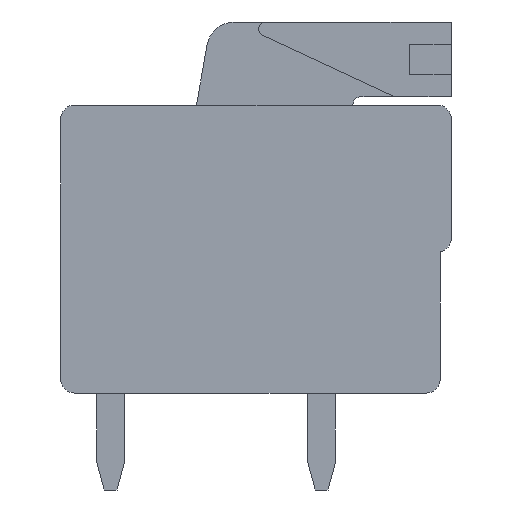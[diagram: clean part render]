
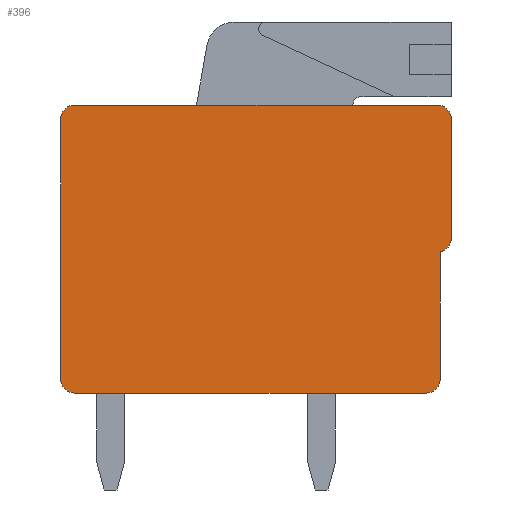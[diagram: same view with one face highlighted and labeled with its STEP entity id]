
A CAD part, left-side view. The second image highlights one B-rep face of the part: STEP entity #396.
In plain terms, the highlighted planar face has unit normal (-1, 0, 0).
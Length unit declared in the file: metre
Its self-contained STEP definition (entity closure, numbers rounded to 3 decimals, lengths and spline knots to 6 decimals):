
#396 = ADVANCED_FACE( 'NONE', ( #966 ), #967, .F. );
#966 = FACE_OUTER_BOUND( '', #1741, .T. );
#967 = PLANE( '', #1742 );
#1741 = EDGE_LOOP( '', ( #2719, #2720, #2721, #2722, #2723, #2724, #2725, #2726, #2727, #2728 ) );
#1742 = AXIS2_PLACEMENT_3D( '', #2729, #2730, #2731 );
#2719 = ORIENTED_EDGE( '', *, *, #4690, .T. );
#2720 = ORIENTED_EDGE( '', *, *, #4687, .T. );
#2721 = ORIENTED_EDGE( '', *, *, #4691, .F. );
#2722 = ORIENTED_EDGE( '', *, *, #4692, .T. );
#2723 = ORIENTED_EDGE( '', *, *, #4693, .F. );
#2724 = ORIENTED_EDGE( '', *, *, #4694, .T. );
#2725 = ORIENTED_EDGE( '', *, *, #4695, .F. );
#2726 = ORIENTED_EDGE( '', *, *, #4696, .T. );
#2727 = ORIENTED_EDGE( '', *, *, #4697, .T. );
#2728 = ORIENTED_EDGE( '', *, *, #4621, .T. );
#2729 = CARTESIAN_POINT( '', ( 0., -0.0141, 0. ) );
#2730 = DIRECTION( '', ( 1., 0., 0. ) );
#2731 = DIRECTION( '', ( 0., 0., 1. ) );
#4621 = EDGE_CURVE( 'NONE', #5586, #5584, #5587, .T. );
#4687 = EDGE_CURVE( 'NONE', #5699, #5697, #5700, .T. );
#4690 = EDGE_CURVE( 'NONE', #5584, #5699, #5703, .T. );
#4691 = EDGE_CURVE( 'NONE', #5704, #5697, #5705, .T. );
#4692 = EDGE_CURVE( 'NONE', #5704, #5706, #5707, .T. );
#4693 = EDGE_CURVE( 'NONE', #5708, #5706, #5709, .T. );
#4694 = EDGE_CURVE( 'NONE', #5708, #5710, #5711, .T. );
#4695 = EDGE_CURVE( 'NONE', #5712, #5710, #5713, .T. );
#4696 = EDGE_CURVE( 'NONE', #5712, #5714, #5715, .T. );
#4697 = EDGE_CURVE( 'NONE', #5714, #5586, #5716, .T. );
#5584 = VERTEX_POINT( 'NONE', #6933 );
#5586 = VERTEX_POINT( 'NONE', #6936 );
#5587 = CIRCLE( '', #6937, 0.0005 );
#5697 = VERTEX_POINT( 'NONE', #7089 );
#5699 = VERTEX_POINT( 'NONE', #7092 );
#5700 = CIRCLE( '', #7093, 0.0005 );
#5703 = LINE( '', #7097, #7098 );
#5704 = VERTEX_POINT( 'NONE', #7099 );
#5705 = LINE( '', #7100, #7101 );
#5706 = VERTEX_POINT( 'NONE', #7102 );
#5707 = CIRCLE( '', #7103, 0.0005 );
#5708 = VERTEX_POINT( 'NONE', #7104 );
#5709 = LINE( '', #7105, #7106 );
#5710 = VERTEX_POINT( 'NONE', #7107 );
#5711 = CIRCLE( '', #7108, 0.0005 );
#5712 = VERTEX_POINT( 'NONE', #7109 );
#5713 = LINE( '', #7110, #7111 );
#5714 = VERTEX_POINT( 'NONE', #7112 );
#5715 = CIRCLE( '', #7113, 0.0005 );
#5716 = LINE( '', #7114, #7115 );
#6933 = CARTESIAN_POINT( '', ( 0., -0.0136, 0.0104 ) );
#6936 = CARTESIAN_POINT( '', ( 0., -0.0141, 0.0099 ) );
#6937 = AXIS2_PLACEMENT_3D( '', #8426, #8427, #8428 );
#7089 = CARTESIAN_POINT( '', ( 0., 0., 0.0099 ) );
#7092 = CARTESIAN_POINT( '', ( 0., -0.0005, 0.0104 ) );
#7093 = AXIS2_PLACEMENT_3D( '', #8505, #8506, #8507 );
#7097 = CARTESIAN_POINT( '', ( 0., -0.0141, 0.0104 ) );
#7098 = VECTOR( '', #8509, 1. );
#7099 = CARTESIAN_POINT( '', ( 0., 0., 0.0005 ) );
#7100 = CARTESIAN_POINT( '', ( 0., 0., 0. ) );
#7101 = VECTOR( '', #8510, 1. );
#7102 = CARTESIAN_POINT( '', ( 0., -0.0005, 0. ) );
#7103 = AXIS2_PLACEMENT_3D( '', #8511, #8512, #8513 );
#7104 = CARTESIAN_POINT( '', ( 0., -0.0132, 0. ) );
#7105 = CARTESIAN_POINT( '', ( 0., -0.0141, 0. ) );
#7106 = VECTOR( '', #8514, 1. );
#7107 = CARTESIAN_POINT( '', ( 0., -0.0137, 0.0005 ) );
#7108 = AXIS2_PLACEMENT_3D( '', #8515, #8516, #8517 );
#7109 = CARTESIAN_POINT( '', ( 0., -0.0137, 0.0051 ) );
#7110 = CARTESIAN_POINT( '', ( 0., -0.0137, 0. ) );
#7111 = VECTOR( '', #8518, 1. );
#7112 = CARTESIAN_POINT( '', ( 0., -0.0141, 0.00559 ) );
#7113 = AXIS2_PLACEMENT_3D( '', #8519, #8520, #8521 );
#7114 = CARTESIAN_POINT( '', ( 0., -0.0141, 0. ) );
#7115 = VECTOR( '', #8522, 1. );
#8426 = CARTESIAN_POINT( '', ( 0., -0.0136, 0.0099 ) );
#8427 = DIRECTION( '', ( -1., 0., 0. ) );
#8428 = DIRECTION( '', ( 0., 1., 0. ) );
#8505 = CARTESIAN_POINT( '', ( 0., -0.0005, 0.0099 ) );
#8506 = DIRECTION( '', ( -1., 0., 0. ) );
#8507 = DIRECTION( '', ( 0., 1., 0. ) );
#8509 = DIRECTION( '', ( 0., 1., 0. ) );
#8510 = DIRECTION( '', ( 0., 0., 1. ) );
#8511 = CARTESIAN_POINT( '', ( 0., -0.0005, 0.0005 ) );
#8512 = DIRECTION( '', ( -1., 0., 0. ) );
#8513 = DIRECTION( '', ( 0., 1., 0. ) );
#8514 = DIRECTION( '', ( 0., 1., 0. ) );
#8515 = CARTESIAN_POINT( '', ( 0., -0.0132, 0.0005 ) );
#8516 = DIRECTION( '', ( -1., 0., 0. ) );
#8517 = DIRECTION( '', ( 0., 1., 0. ) );
#8518 = DIRECTION( '', ( 0., 0., -1. ) );
#8519 = CARTESIAN_POINT( '', ( 0., -0.0136, 0.00559 ) );
#8520 = DIRECTION( '', ( -1., 0., 0. ) );
#8521 = DIRECTION( '', ( 0., 1., 0. ) );
#8522 = DIRECTION( '', ( 0., 0., 1. ) );
